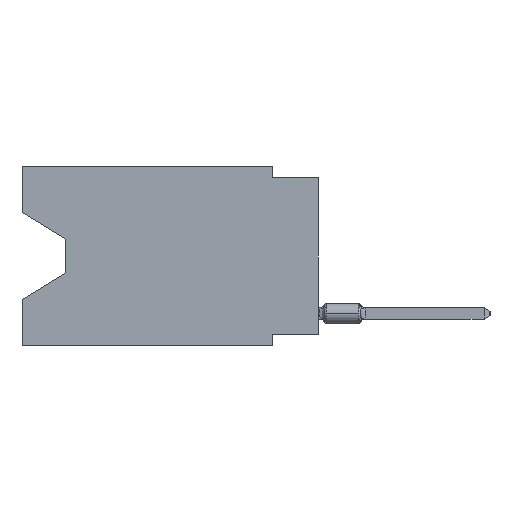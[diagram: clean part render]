
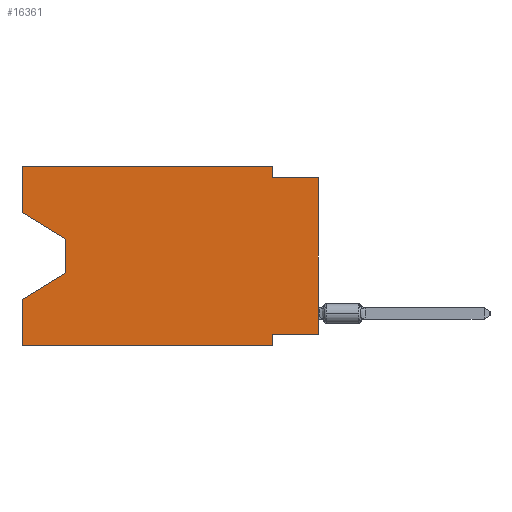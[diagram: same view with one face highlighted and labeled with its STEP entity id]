
A CAD part, left-side view. The second image highlights one B-rep face of the part: STEP entity #16361.
In plain terms, the highlighted planar face has unit normal (-1, 0, 0).
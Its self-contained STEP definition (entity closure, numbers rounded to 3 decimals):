
#115 = VECTOR ( 'NONE', #24500, 1000. ) ;
#1172 = PLANE ( 'NONE',  #4518 ) ;
#2521 = CARTESIAN_POINT ( 'NONE',  ( 0., 2.54, -0.635 ) ) ;
#2548 = VERTEX_POINT ( 'NONE', #45084 ) ;
#3412 = DIRECTION ( 'NONE',  ( 0., 0., 1. ) ) ;
#4068 = CARTESIAN_POINT ( 'NONE',  ( 0., 16.383, -2.546 ) ) ;
#4198 = VERTEX_POINT ( 'NONE', #15640 ) ;
#4518 = AXIS2_PLACEMENT_3D ( 'NONE', #49645, #49289, #22422 ) ;
#4610 = VERTEX_POINT ( 'NONE', #9653 ) ;
#4715 = DIRECTION ( 'NONE',  ( 0., 0., 1. ) ) ;
#5146 = VECTOR ( 'NONE', #4715, 1000. ) ;
#6375 = ORIENTED_EDGE ( 'NONE', *, *, #60024, .F. ) ;
#7576 = DIRECTION ( 'NONE',  ( 0., -0.855, -0.519 ) ) ;
#7738 = ORIENTED_EDGE ( 'NONE', *, *, #19373, .F. ) ;
#9110 = ORIENTED_EDGE ( 'NONE', *, *, #48153, .F. ) ;
#9653 = CARTESIAN_POINT ( 'NONE',  ( 0., 16.383, 0. ) ) ;
#9802 = EDGE_CURVE ( 'NONE', #46709, #62608, #23311, .T. ) ;
#10469 = CARTESIAN_POINT ( 'NONE',  ( 0., 2.54, 0. ) ) ;
#11688 = LINE ( 'NONE', #54253, #61111 ) ;
#13679 = VERTEX_POINT ( 'NONE', #56498 ) ;
#13787 = DIRECTION ( 'NONE',  ( 0., 0.855, -0.519 ) ) ;
#14368 = ORIENTED_EDGE ( 'NONE', *, *, #9802, .T. ) ;
#14420 = CARTESIAN_POINT ( 'NONE',  ( 0., 16.383, 0. ) ) ;
#14976 = VECTOR ( 'NONE', #25461, 1000. ) ;
#14989 = LINE ( 'NONE', #56882, #14976 ) ;
#15640 = CARTESIAN_POINT ( 'NONE',  ( 0., 0., -9.271 ) ) ;
#15696 = CARTESIAN_POINT ( 'NONE',  ( 0., 2.54, -9.271 ) ) ;
#16361 = ADVANCED_FACE ( 'NONE', ( #38446 ), #1172, .F. ) ;
#18344 = ORIENTED_EDGE ( 'NONE', *, *, #52226, .F. ) ;
#18755 = CARTESIAN_POINT ( 'NONE',  ( 0., 13.97, -4.013 ) ) ;
#19373 = EDGE_CURVE ( 'NONE', #43729, #36419, #11688, .T. ) ;
#19498 = ORIENTED_EDGE ( 'NONE', *, *, #64088, .T. ) ;
#19759 = LINE ( 'NONE', #30590, #19866 ) ;
#19866 = VECTOR ( 'NONE', #3412, 1000. ) ;
#20168 = ORIENTED_EDGE ( 'NONE', *, *, #40322, .T. ) ;
#20526 = EDGE_CURVE ( 'NONE', #43729, #2548, #24845, .T. ) ;
#22422 = DIRECTION ( 'NONE',  ( 0., 0., -1. ) ) ;
#23311 = LINE ( 'NONE', #18755, #46248 ) ;
#23578 = LINE ( 'NONE', #49427, #59589 ) ;
#24500 = DIRECTION ( 'NONE',  ( 0., -1., 0. ) ) ;
#24845 = LINE ( 'NONE', #51024, #115 ) ;
#25461 = DIRECTION ( 'NONE',  ( 0., -1., 0. ) ) ;
#25744 = EDGE_LOOP ( 'NONE', ( #35583, #14368, #20168, #7738, #48096, #6375, #30903, #19498, #32747, #18344, #9110, #27703 ) ) ;
#26642 = LINE ( 'NONE', #37102, #5146 ) ;
#27269 = LINE ( 'NONE', #44330, #29509 ) ;
#27396 = DIRECTION ( 'NONE',  ( 0., 1., 0. ) ) ;
#27518 = VERTEX_POINT ( 'NONE', #15696 ) ;
#27703 = ORIENTED_EDGE ( 'NONE', *, *, #53759, .F. ) ;
#27717 = CARTESIAN_POINT ( 'NONE',  ( 0., 13.97, -5.893 ) ) ;
#28155 = LINE ( 'NONE', #51175, #60039 ) ;
#29509 = VECTOR ( 'NONE', #64934, 1000. ) ;
#30355 = CARTESIAN_POINT ( 'NONE',  ( 0., 2.54, 0. ) ) ;
#30590 = CARTESIAN_POINT ( 'NONE',  ( 0., 0., 0. ) ) ;
#30688 = EDGE_CURVE ( 'NONE', #4198, #27518, #48342, .T. ) ;
#30903 = ORIENTED_EDGE ( 'NONE', *, *, #30688, .F. ) ;
#32690 = EDGE_CURVE ( 'NONE', #49563, #46709, #28155, .T. ) ;
#32747 = ORIENTED_EDGE ( 'NONE', *, *, #39662, .F. ) ;
#35360 = LINE ( 'NONE', #14420, #41456 ) ;
#35583 = ORIENTED_EDGE ( 'NONE', *, *, #32690, .T. ) ;
#35709 = VERTEX_POINT ( 'NONE', #10469 ) ;
#36419 = VERTEX_POINT ( 'NONE', #50808 ) ;
#37102 = CARTESIAN_POINT ( 'NONE',  ( 0., 16.383, 0. ) ) ;
#37271 = VECTOR ( 'NONE', #51294, 1000. ) ;
#38446 = FACE_OUTER_BOUND ( 'NONE', #25744, .T. ) ;
#39662 = EDGE_CURVE ( 'NONE', #50260, #13679, #14989, .T. ) ;
#40322 = EDGE_CURVE ( 'NONE', #62608, #36419, #23578, .T. ) ;
#41456 = VECTOR ( 'NONE', #56998, 1000. ) ;
#43729 = VERTEX_POINT ( 'NONE', #65346 ) ;
#44330 = CARTESIAN_POINT ( 'NONE',  ( 0., 2.54, -9.906 ) ) ;
#45084 = CARTESIAN_POINT ( 'NONE',  ( 0., 2.54, -9.906 ) ) ;
#46123 = CARTESIAN_POINT ( 'NONE',  ( 0., 13.97, -4.013 ) ) ;
#46248 = VECTOR ( 'NONE', #65857, 1000. ) ;
#46709 = VERTEX_POINT ( 'NONE', #46123 ) ;
#48096 = ORIENTED_EDGE ( 'NONE', *, *, #20526, .T. ) ;
#48153 = EDGE_CURVE ( 'NONE', #4610, #35709, #35360, .T. ) ;
#48342 = LINE ( 'NONE', #57790, #54305 ) ;
#49289 = DIRECTION ( 'NONE',  ( 1., 0., 0. ) ) ;
#49427 = CARTESIAN_POINT ( 'NONE',  ( 0., 13.97, -5.893 ) ) ;
#49563 = VERTEX_POINT ( 'NONE', #4068 ) ;
#49645 = CARTESIAN_POINT ( 'NONE',  ( 0., 16.383, 0. ) ) ;
#50260 = VERTEX_POINT ( 'NONE', #2521 ) ;
#50808 = CARTESIAN_POINT ( 'NONE',  ( 0., 16.383, -7.36 ) ) ;
#51024 = CARTESIAN_POINT ( 'NONE',  ( 0., 16.383, -9.906 ) ) ;
#51175 = CARTESIAN_POINT ( 'NONE',  ( 0., 16.383, -2.546 ) ) ;
#51294 = DIRECTION ( 'NONE',  ( 0., 0., -1. ) ) ;
#52226 = EDGE_CURVE ( 'NONE', #35709, #50260, #56521, .T. ) ;
#53759 = EDGE_CURVE ( 'NONE', #49563, #4610, #26642, .T. ) ;
#54253 = CARTESIAN_POINT ( 'NONE',  ( 0., 16.383, 0. ) ) ;
#54305 = VECTOR ( 'NONE', #27396, 1000. ) ;
#56498 = CARTESIAN_POINT ( 'NONE',  ( 0., 0., -0.635 ) ) ;
#56521 = LINE ( 'NONE', #30355, #37271 ) ;
#56882 = CARTESIAN_POINT ( 'NONE',  ( 0., 0., -0.635 ) ) ;
#56998 = DIRECTION ( 'NONE',  ( 0., -1., 0. ) ) ;
#57790 = CARTESIAN_POINT ( 'NONE',  ( 0., 0., -9.271 ) ) ;
#59589 = VECTOR ( 'NONE', #13787, 1000. ) ;
#60024 = EDGE_CURVE ( 'NONE', #27518, #2548, #27269, .T. ) ;
#60039 = VECTOR ( 'NONE', #7576, 1000. ) ;
#61111 = VECTOR ( 'NONE', #65058, 1000. ) ;
#62608 = VERTEX_POINT ( 'NONE', #27717 ) ;
#64088 = EDGE_CURVE ( 'NONE', #4198, #13679, #19759, .T. ) ;
#64934 = DIRECTION ( 'NONE',  ( 0., 0., -1. ) ) ;
#65058 = DIRECTION ( 'NONE',  ( 0., 0., 1. ) ) ;
#65346 = CARTESIAN_POINT ( 'NONE',  ( 0., 16.383, -9.906 ) ) ;
#65857 = DIRECTION ( 'NONE',  ( 0., 0., -1. ) ) ;
